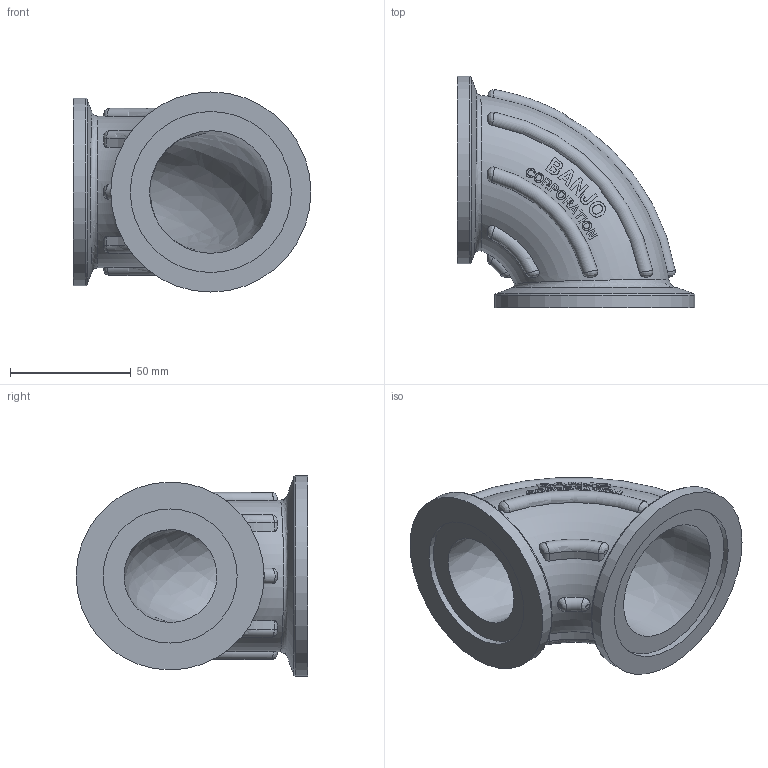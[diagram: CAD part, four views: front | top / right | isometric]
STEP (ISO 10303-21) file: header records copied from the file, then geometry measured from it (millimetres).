
FILE_DESCRIPTION((''),'2;1');
FILE_NAME('M220200SWP90.stp','2011-08-29T09:29:54',('aaron'),(''),'Autodesk Inventor 2011','Autodesk Inventor 2011','');
FILE_SCHEMA(('AUTOMOTIVE_DESIGN { 1 0 10303 214 1 1 1 1 }'));
Length unit declared in the file: inch
Products named in the file (1): M220200SWP90
Bounding box: 98.68 x 96.14 x 83.06 mm (x, y, z)
Volume: 168571.8 mm3; surface area: 43470.3 mm2
Topology: 1 solids, 1 shells, 626 faces, 1663 edges, 1100 vertices
Faces by surface type: plane 270, bspline 261, torus 71, cylinder 16, cone 8
Full cylindrical faces by diameter (mm): 55.626 x1, 66.802 x1, 77.978 x1, 83.058 x1
Entity records: 27547 total; most frequent: CARTESIAN_POINT 14815, ORIENTED_EDGE 3304, EDGE_CURVE 1652, DIRECTION 1365, VERTEX_POINT 1098, B_SPLINE_CURVE_WITH_KNOTS 1084, EDGE_LOOP 698, FACE_OUTER_BOUND 626
